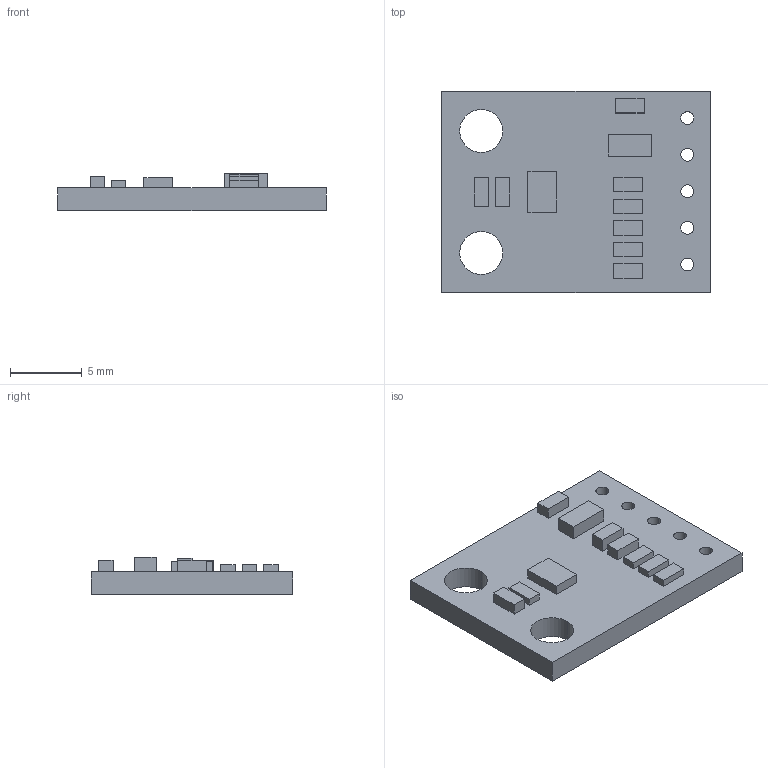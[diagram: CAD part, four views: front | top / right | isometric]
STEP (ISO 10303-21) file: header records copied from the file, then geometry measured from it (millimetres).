
FILE_DESCRIPTION(/* description */ ('VariCAD 2022-1.06 AP-214'),/* implementation_level */ '2;1');
FILE_NAME(/* name */ 'BH1750.stp',/* time_stamp */ '2022-04-25T18:11:12+01:00',/* author */ (''),/* organization */ (''),/* preprocessor_version */ 'VariCAD 2022-1.06',/* originating_system */ 'VariCAD 2022-1.06; kernel version (20180118)',/* authorisation */ '');
FILE_SCHEMA(('AUTOMOTIVE_DESIGN'));
Length unit declared in the file: millimetre
Products named in the file (2): BH1750; Untitled
Assembly tree (1 placements, depth 2):
  BH1750
    Untitled
Bounding box: 18.7 x 14 x 2.6 mm (x, y, z)
Volume: 410.3 mm3; surface area: 694.2 mm2
Topology: 1 solids, 1 shells, 70 faces, 174 edges, 116 vertices
Faces by surface type: plane 56, cylinder 14
Entity records: 2148 total; most frequent: CARTESIAN_POINT 364, DIRECTION 350, ORIENTED_EDGE 348, EDGE_CURVE 174, LINE 146, VECTOR 146, VERTEX_POINT 116, AXIS2_PLACEMENT_3D 102
